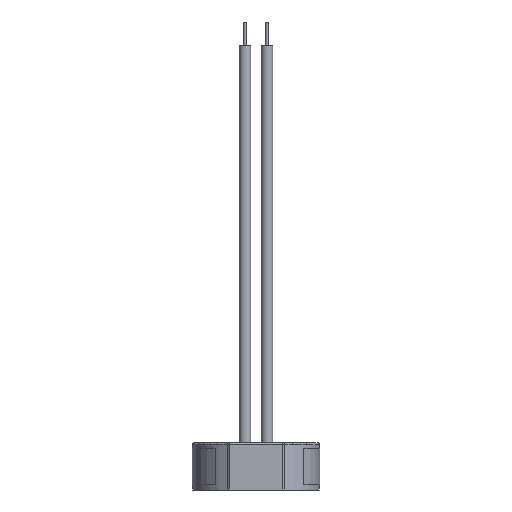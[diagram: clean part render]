
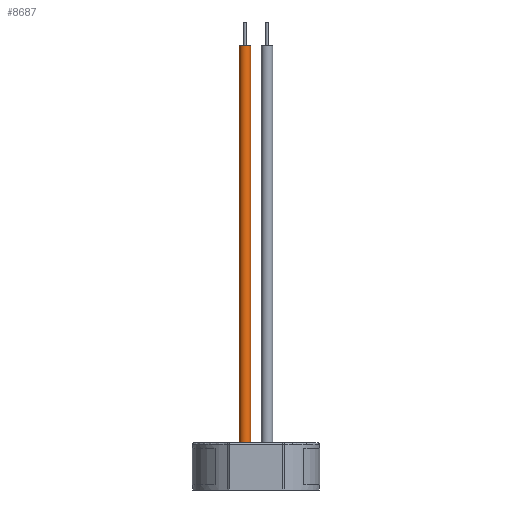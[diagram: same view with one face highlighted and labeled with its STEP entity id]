
A CAD part, front view. The second image highlights one B-rep face of the part: STEP entity #8687.
In plain terms, the highlighted cylindrical face has radius 0.991 mm (diameter 1.981 mm), a partial arc.
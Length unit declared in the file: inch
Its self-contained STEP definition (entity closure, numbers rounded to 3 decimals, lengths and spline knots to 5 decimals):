
#130 = CARTESIAN_POINT ( 'NONE',  ( -0.075, -0.565, 2.713 ) ) ;
#1042 = DIRECTION ( 'NONE',  ( 1., 0., 0. ) ) ;
#1384 = VERTEX_POINT ( 'NONE', #10051 ) ;
#1480 = DIRECTION ( 'NONE',  ( 1., 0., 0. ) ) ;
#1620 = AXIS2_PLACEMENT_3D ( 'NONE', #4807, #19512, #1042 ) ;
#2407 = AXIS2_PLACEMENT_3D ( 'NONE', #5355, #10501, #1480 ) ;
#3015 = EDGE_LOOP ( 'NONE', ( #6894, #9005, #19066, #5526 ) ) ;
#3396 = CARTESIAN_POINT ( 'NONE',  ( -0.114, -0.565, 2.713 ) ) ;
#4807 = CARTESIAN_POINT ( 'NONE',  ( -0.075, -0.565, 0. ) ) ;
#5108 = VECTOR ( 'NONE', #24022, 39.37008 ) ;
#5355 = CARTESIAN_POINT ( 'NONE',  ( -0.075, -0.565, 2.713 ) ) ;
#5526 = ORIENTED_EDGE ( 'NONE', *, *, #18324, .T. ) ;
#6122 = VERTEX_POINT ( 'NONE', #20624 ) ;
#6894 = ORIENTED_EDGE ( 'NONE', *, *, #7005, .F. ) ;
#7005 = EDGE_CURVE ( 'NONE', #6122, #21451, #10608, .T. ) ;
#8687 = ADVANCED_FACE ( 'NONE', ( #13037 ), #9518, .T. ) ;
#9005 = ORIENTED_EDGE ( 'NONE', *, *, #13409, .F. ) ;
#9054 = EDGE_CURVE ( 'NONE', #12006, #1384, #20488, .T. ) ;
#9370 = VECTOR ( 'NONE', #15808, 39.37008 ) ;
#9386 = DIRECTION ( 'NONE',  ( -1., 0., 0. ) ) ;
#9518 = CYLINDRICAL_SURFACE ( 'NONE', #21394, 0.039 ) ;
#10051 = CARTESIAN_POINT ( 'NONE',  ( -0.114, -0.565, 0. ) ) ;
#10501 = DIRECTION ( 'NONE',  ( 0., 0., 1. ) ) ;
#10608 = LINE ( 'NONE', #16053, #9370 ) ;
#12006 = VERTEX_POINT ( 'NONE', #18994 ) ;
#13037 = FACE_OUTER_BOUND ( 'NONE', #3015, .T. ) ;
#13409 = EDGE_CURVE ( 'NONE', #12006, #6122, #22180, .T. ) ;
#14059 = CARTESIAN_POINT ( 'NONE',  ( -0.036, -0.565, 0. ) ) ;
#15808 = DIRECTION ( 'NONE',  ( 0., 0., -1. ) ) ;
#16053 = CARTESIAN_POINT ( 'NONE',  ( -0.036, -0.565, 2.713 ) ) ;
#18324 = EDGE_CURVE ( 'NONE', #1384, #21451, #23723, .T. ) ;
#18994 = CARTESIAN_POINT ( 'NONE',  ( -0.114, -0.565, 2.713 ) ) ;
#19066 = ORIENTED_EDGE ( 'NONE', *, *, #9054, .T. ) ;
#19512 = DIRECTION ( 'NONE',  ( 0., 0., 1. ) ) ;
#20488 = LINE ( 'NONE', #3396, #5108 ) ;
#20624 = CARTESIAN_POINT ( 'NONE',  ( -0.036, -0.565, 2.713 ) ) ;
#20641 = DIRECTION ( 'NONE',  ( 0., 0., -1. ) ) ;
#21394 = AXIS2_PLACEMENT_3D ( 'NONE', #130, #20641, #9386 ) ;
#21451 = VERTEX_POINT ( 'NONE', #14059 ) ;
#22180 = CIRCLE ( 'NONE', #2407, 0.039 ) ;
#23723 = CIRCLE ( 'NONE', #1620, 0.039 ) ;
#24022 = DIRECTION ( 'NONE',  ( 0., 0., -1. ) ) ;
